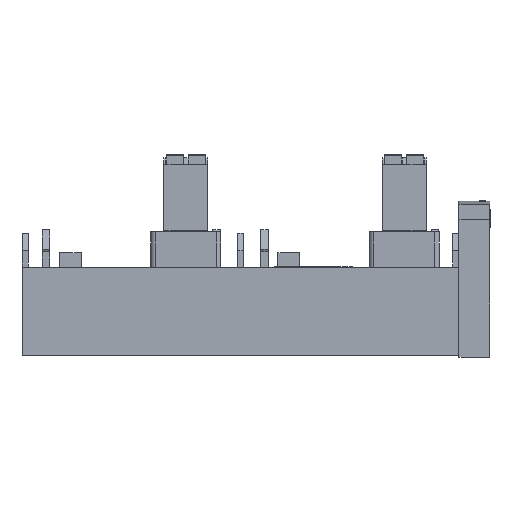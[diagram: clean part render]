
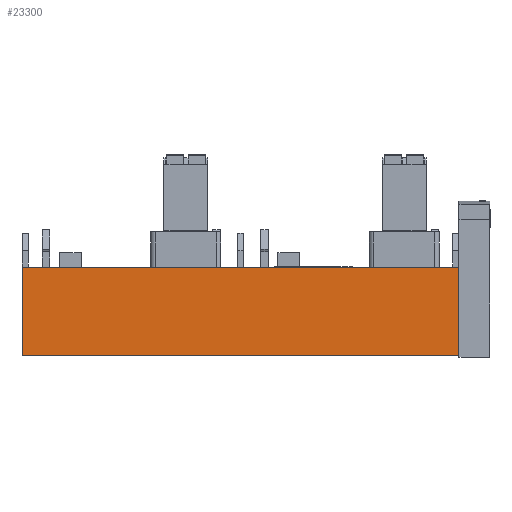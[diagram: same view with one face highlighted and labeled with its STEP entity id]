
A CAD part, front view. The second image highlights one B-rep face of the part: STEP entity #23300.
In plain terms, the highlighted planar face has unit normal (0, -1, 0).
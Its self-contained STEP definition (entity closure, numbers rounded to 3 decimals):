
#23300=ADVANCED_FACE('',(#30538),#27268,.F.);
#27268=PLANE('',#96071);
#30538=FACE_OUTER_BOUND('',#34387,.T.);
#34387=EDGE_LOOP('',(#39674,#39675,#39676,#39677));
#39674=ORIENTED_EDGE('',*,*,#66663,.T.);
#39675=ORIENTED_EDGE('',*,*,#66280,.F.);
#39676=ORIENTED_EDGE('',*,*,#66664,.F.);
#39677=ORIENTED_EDGE('',*,*,#66539,.T.);
#59485=VERTEX_POINT('',#117513);
#59486=VERTEX_POINT('',#117515);
#59718=VERTEX_POINT('',#118107);
#59719=VERTEX_POINT('',#118109);
#66280=EDGE_CURVE('',#59485,#59486,#76373,.T.);
#66539=EDGE_CURVE('',#59719,#59718,#76597,.T.);
#66663=EDGE_CURVE('',#59718,#59486,#76715,.T.);
#66664=EDGE_CURVE('',#59719,#59485,#76716,.T.);
#76373=LINE('',#117514,#84399);
#76597=LINE('',#118108,#84623);
#76715=LINE('',#118364,#84741);
#76716=LINE('',#118365,#84742);
#84399=VECTOR('',#100451,1.);
#84623=VECTOR('',#100787,1.);
#84741=VECTOR('',#100955,1.);
#84742=VECTOR('',#100956,1.);
#96071=AXIS2_PLACEMENT_3D('',#118366,#100957,#100958);
#100451=DIRECTION('',(-1.,0.,0.));
#100787=DIRECTION('',(-1.,0.,0.));
#100955=DIRECTION('',(0.,0.,-1.));
#100956=DIRECTION('',(0.,0.,-1.));
#100957=DIRECTION('',(0.,1.,0.));
#100958=DIRECTION('',(0.,0.,1.));
#117513=CARTESIAN_POINT('',(100.,0.,0.1));
#117514=CARTESIAN_POINT('',(100.,0.,0.1));
#117515=CARTESIAN_POINT('',(0.,0.,0.1));
#118107=CARTESIAN_POINT('',(0.,0.,20.3));
#118108=CARTESIAN_POINT('',(100.,0.,20.3));
#118109=CARTESIAN_POINT('',(100.,0.,20.3));
#118364=CARTESIAN_POINT('',(0.,0.,20.3));
#118365=CARTESIAN_POINT('',(100.,0.,20.3));
#118366=CARTESIAN_POINT('',(100.,0.,20.3));
